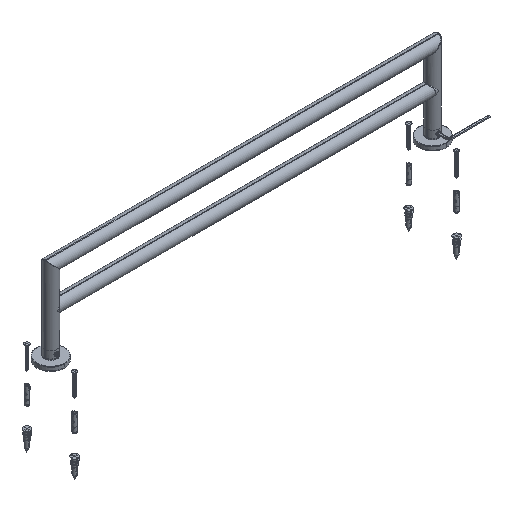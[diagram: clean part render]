
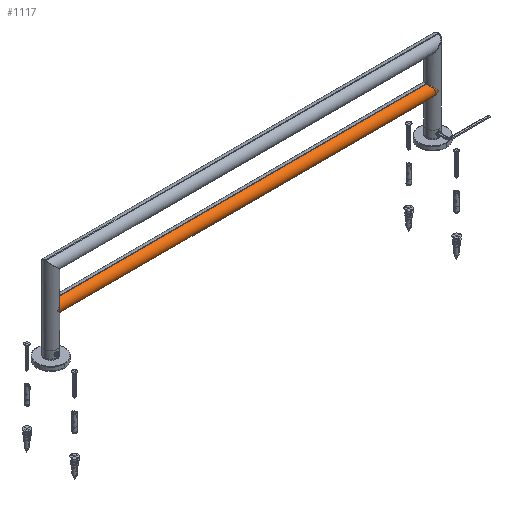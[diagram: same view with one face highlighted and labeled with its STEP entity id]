
A CAD part, isometric view. The second image highlights one B-rep face of the part: STEP entity #1117.
In plain terms, the highlighted cylindrical face has radius 9.995 mm (diameter 19.99 mm), a partial arc.
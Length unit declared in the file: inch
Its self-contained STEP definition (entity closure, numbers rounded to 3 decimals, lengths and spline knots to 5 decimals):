
#31=CARTESIAN_POINT('',(-11.6065,0.,2.9925));
#70=CARTESIAN_POINT('',(-11.6065,0.,2.2055));
#81=DIRECTION('',(1.,0.,0.));
#82=VECTOR('',#81,23.213);
#83=CARTESIAN_POINT('',(-11.6065,0.,2.2055));
#84=LINE('',#83,#82);
#85=DIRECTION('',(1.,0.,0.));
#86=VECTOR('',#85,23.213);
#87=CARTESIAN_POINT('',(-11.6065,0.,2.9925));
#88=LINE('',#87,#86);
#181=CARTESIAN_POINT('',(-12.,-0.3935,2.599));
#182=CARTESIAN_POINT('',(-11.96475,-0.3935,2.5632));
#183=CARTESIAN_POINT('',(-11.89697,-0.38384,
2.49623));
#184=CARTESIAN_POINT('',(-11.81158,-0.34932,
2.41051));
#185=CARTESIAN_POINT('',(-11.73804,-0.29806,
2.33706));
#186=CARTESIAN_POINT('',(-11.6796,-0.23357,
2.27859));
#187=CARTESIAN_POINT('',(-11.63797,-0.16157,
2.23696));
#188=CARTESIAN_POINT('',(-11.61195,-0.08113,
2.21098));
#189=CARTESIAN_POINT('',(-11.6065,-0.02688,2.20544));
#190=CARTESIAN_POINT('',(-11.6065,0.,2.2055));
#232=CARTESIAN_POINT('',(-11.6065,0.,2.9925));
#233=CARTESIAN_POINT('',(-11.6065,-0.02687,2.99257));
#234=CARTESIAN_POINT('',(-11.61193,-0.08114,
2.98703));
#235=CARTESIAN_POINT('',(-11.63808,-0.16186,
2.96093));
#236=CARTESIAN_POINT('',(-11.67983,-0.23387,
2.91917));
#237=CARTESIAN_POINT('',(-11.73821,-0.29823,
2.86077));
#238=CARTESIAN_POINT('',(-11.81197,-0.34952,
2.78709));
#239=CARTESIAN_POINT('',(-11.89703,-0.38382,
2.70171));
#240=CARTESIAN_POINT('',(-11.96476,-0.3935,2.63478));
#241=CARTESIAN_POINT('',(-12.,-0.3935,2.599));
#343=CARTESIAN_POINT('',(12.,-0.3935,2.599));
#344=CARTESIAN_POINT('',(11.96476,-0.3935,2.63478));
#345=CARTESIAN_POINT('',(11.89703,-0.38382,2.70171));
#346=CARTESIAN_POINT('',(11.81197,-0.34952,2.78709));
#347=CARTESIAN_POINT('',(11.73821,-0.29823,2.86077));
#348=CARTESIAN_POINT('',(11.67983,-0.23387,2.91917));
#349=CARTESIAN_POINT('',(11.63808,-0.16186,2.96093));
#350=CARTESIAN_POINT('',(11.61193,-0.08114,2.98703));
#351=CARTESIAN_POINT('',(11.6065,-0.02687,2.99257));
#352=CARTESIAN_POINT('',(11.6065,0.,2.9925));
#394=CARTESIAN_POINT('',(11.6065,0.,2.2055));
#395=CARTESIAN_POINT('',(11.6065,-0.02688,2.20544));
#396=CARTESIAN_POINT('',(11.61195,-0.08113,2.21098));
#397=CARTESIAN_POINT('',(11.63797,-0.16157,2.23696));
#398=CARTESIAN_POINT('',(11.6796,-0.23357,2.27859));
#399=CARTESIAN_POINT('',(11.73804,-0.29806,2.33706));
#400=CARTESIAN_POINT('',(11.81158,-0.34932,2.41051));
#401=CARTESIAN_POINT('',(11.89697,-0.38384,2.49623));
#402=CARTESIAN_POINT('',(11.96475,-0.3935,2.5632));
#403=CARTESIAN_POINT('',(12.,-0.3935,2.599));
#739=CARTESIAN_POINT('',(11.6065,0.,2.2055));
#778=CARTESIAN_POINT('',(11.6065,0.,2.9925));
#1024=VERTEX_POINT('',#31);
#1025=VERTEX_POINT('',#70);
#1026=VERTEX_POINT('',#181);
#1030=VERTEX_POINT('',#739);
#1031=VERTEX_POINT('',#778);
#1032=VERTEX_POINT('',#343);
#1100=CARTESIAN_POINT('',(-12.,0.,2.599));
#1101=DIRECTION('',(1.,0.,0.));
#1102=DIRECTION('',(0.,0.,-1.));
#1103=AXIS2_PLACEMENT_3D('',#1100,#1101,#1102);
#1104=CYLINDRICAL_SURFACE('',#1103,0.3935);
#1106=ORIENTED_EDGE('',*,*,#1105,.F.);
#1108=ORIENTED_EDGE('',*,*,#1107,.F.);
#1109=ORIENTED_EDGE('',*,*,#1095,.T.);
#1111=ORIENTED_EDGE('',*,*,#1110,.F.);
#1113=ORIENTED_EDGE('',*,*,#1112,.F.);
#1114=ORIENTED_EDGE('',*,*,#1089,.F.);
#1115=EDGE_LOOP('',(#1106,#1108,#1109,#1111,#1113,#1114));
#1116=FACE_OUTER_BOUND('',#1115,.F.);
#1117=ADVANCED_FACE('',(#1116),#1104,.T.);
#191=B_SPLINE_CURVE_WITH_KNOTS('',3,(#181,#182,#183,#184,#185,#186,#187,#188,
#189,#190),.UNSPECIFIED.,.F.,.F.,(4,1,1,1,1,1,1,4),(0.,0.14286,
0.28571,0.42857,0.57143,0.71429,
0.85714,1.),.UNSPECIFIED.);
#242=B_SPLINE_CURVE_WITH_KNOTS('',3,(#232,#233,#234,#235,#236,#237,#238,#239,
#240,#241),.UNSPECIFIED.,.F.,.F.,(4,1,1,1,1,1,1,4),(0.,0.14286,
0.28571,0.42857,0.57143,0.71429,
0.85714,1.),.UNSPECIFIED.);
#353=B_SPLINE_CURVE_WITH_KNOTS('',3,(#343,#344,#345,#346,#347,#348,#349,#350,
#351,#352),.UNSPECIFIED.,.F.,.F.,(4,1,1,1,1,1,1,4),(0.,0.14286,
0.28571,0.42857,0.57143,0.71429,
0.85714,1.),.UNSPECIFIED.);
#404=B_SPLINE_CURVE_WITH_KNOTS('',3,(#394,#395,#396,#397,#398,#399,#400,#401,
#402,#403),.UNSPECIFIED.,.F.,.F.,(4,1,1,1,1,1,1,4),(0.,0.14286,
0.28571,0.42857,0.57143,0.71429,
0.85714,1.),.UNSPECIFIED.);
#1089=EDGE_CURVE('',#1025,#1030,#84,.T.);
#1095=EDGE_CURVE('',#1024,#1031,#88,.T.);
#1105=EDGE_CURVE('',#1026,#1025,#191,.T.);
#1107=EDGE_CURVE('',#1024,#1026,#242,.T.);
#1110=EDGE_CURVE('',#1032,#1031,#353,.T.);
#1112=EDGE_CURVE('',#1030,#1032,#404,.T.);
